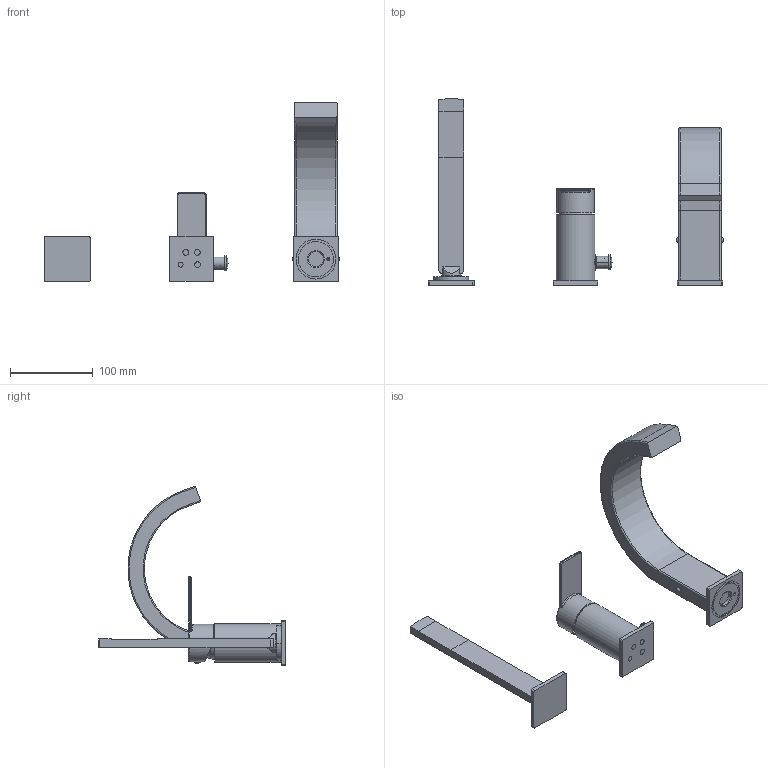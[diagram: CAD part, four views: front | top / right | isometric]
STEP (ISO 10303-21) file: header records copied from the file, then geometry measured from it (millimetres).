
FILE_DESCRIPTION((''),'2;1');
FILE_NAME('TA040CR','2021-01-18T10:07:14',('ut3'),('PAFFONI SpA'),'CREO PARAMETRIC BY PTC INC, 2020044','CREO PARAMETRIC BY PTC INC, 2020044','');
FILE_SCHEMA(('CONFIG_CONTROL_DESIGN','SHAPE_APPEARANCE_LAYERS_GROUPS'));
Length unit declared in the file: millimetre
Products named in the file (1): TA040CR
Bounding box: 355.98 x 224.89 x 216.96 mm (x, y, z)
Volume: 592232.5 mm3; surface area: 132570.7 mm2
Topology: 5 solids, 5 shells, 366 faces, 881 edges, 538 vertices
Faces by surface type: cylinder 141, plane 119, cone 58, torus 27, bspline 15, sphere 6
Entity records: 15176 total; most frequent: CARTESIAN_POINT 3833, DIRECTION 1847, ORIENTED_EDGE 1722, EDGE_CURVE 861, AXIS2_PLACEMENT_3D 730, VERTEX_POINT 538, EDGE_LOOP 415, FILL_AREA_STYLE_COLOUR 409
